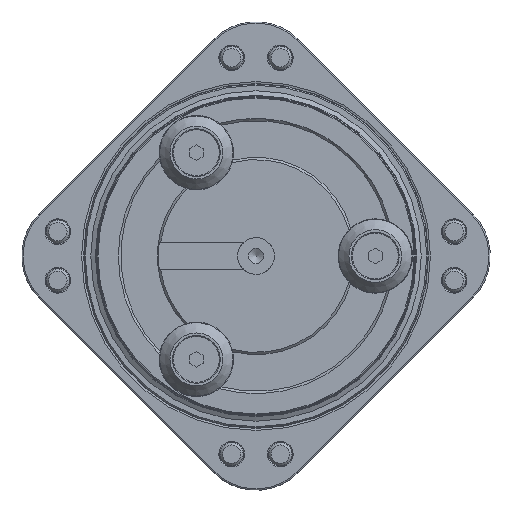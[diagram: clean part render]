
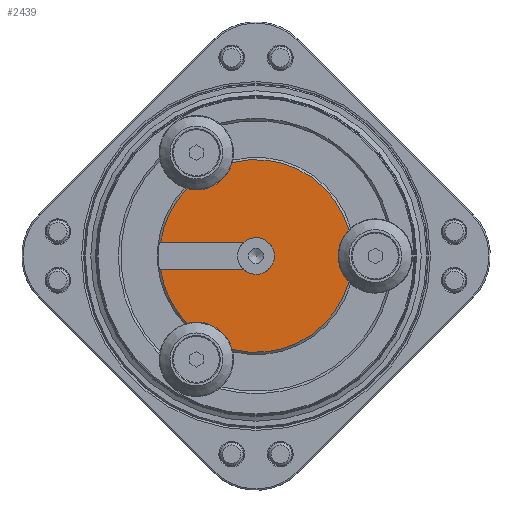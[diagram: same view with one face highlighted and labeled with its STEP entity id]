
A CAD part, front view. The second image highlights one B-rep face of the part: STEP entity #2439.
In plain terms, the highlighted planar face has unit normal (0, -1, 0).
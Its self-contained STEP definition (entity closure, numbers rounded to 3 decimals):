
#4 = EDGE_LOOP ( 'NONE', ( #11455, #14913, #5334, #12296, #13671, #14385, #1397, #3734, #13174, #7661 ) ) ;
#117 = CARTESIAN_POINT ( 'NONE',  ( -21.29, -45.3, -3. ) ) ;
#329 = AXIS2_PLACEMENT_3D ( 'NONE', #7289, #4646, #15488 ) ;
#400 = VERTEX_POINT ( 'NONE', #13224 ) ;
#608 = AXIS2_PLACEMENT_3D ( 'NONE', #6066, #3633, #11559 ) ;
#855 = CIRCLE ( 'NONE', #329, 4. ) ;
#857 = CIRCLE ( 'NONE', #10470, 8.1 ) ;
#999 = CIRCLE ( 'NONE', #2085, 8.1 ) ;
#1168 = EDGE_CURVE ( 'NONE', #10536, #3272, #999, .T. ) ;
#1309 = LINE ( 'NONE', #117, #10391 ) ;
#1397 = ORIENTED_EDGE ( 'NONE', *, *, #12311, .F. ) ;
#2032 = DIRECTION ( 'NONE',  ( 0.5, 0., -0.866 ) ) ;
#2085 = AXIS2_PLACEMENT_3D ( 'NONE', #6375, #15350, #16793 ) ;
#2211 = DIRECTION ( 'NONE',  ( 0., 1., 0. ) ) ;
#2232 = FACE_OUTER_BOUND ( 'NONE', #4, .T. ) ;
#2439 = ADVANCED_FACE ( 'NONE', ( #2232 ), #11531, .F. ) ;
#2586 = DIRECTION ( 'NONE',  ( 0., 0., 1. ) ) ;
#3272 = VERTEX_POINT ( 'NONE', #14692 ) ;
#3413 = CARTESIAN_POINT ( 'NONE',  ( 0., -45.3, 0. ) ) ;
#3485 = EDGE_CURVE ( 'NONE', #11679, #400, #10758, .T. ) ;
#3500 = DIRECTION ( 'NONE',  ( 0., 0., 1. ) ) ;
#3633 = DIRECTION ( 'NONE',  ( 0., 1., 0. ) ) ;
#3685 = DIRECTION ( 'NONE',  ( 0., 0., 1. ) ) ;
#3701 = DIRECTION ( 'NONE',  ( 0., 1., 0. ) ) ;
#3734 = ORIENTED_EDGE ( 'NONE', *, *, #3485, .T. ) ;
#3820 = LINE ( 'NONE', #7459, #16591 ) ;
#4646 = DIRECTION ( 'NONE',  ( 0., -1., 0. ) ) ;
#4797 = CARTESIAN_POINT ( 'NONE',  ( -13., -45.3, 22.517 ) ) ;
#5129 = VERTEX_POINT ( 'NONE', #14815 ) ;
#5279 = EDGE_CURVE ( 'NONE', #11685, #7845, #3820, .T. ) ;
#5334 = ORIENTED_EDGE ( 'NONE', *, *, #14929, .F. ) ;
#5337 = DIRECTION ( 'NONE',  ( 0., 1., 0. ) ) ;
#6066 = CARTESIAN_POINT ( 'NONE',  ( 26., -45.3, 0. ) ) ;
#6202 = EDGE_CURVE ( 'NONE', #15599, #5129, #857, .T. ) ;
#6375 = CARTESIAN_POINT ( 'NONE',  ( -13., -45.3, -22.517 ) ) ;
#7126 = CARTESIAN_POINT ( 'NONE',  ( -2.646, -45.3, 3. ) ) ;
#7193 = VERTEX_POINT ( 'NONE', #12908 ) ;
#7289 = CARTESIAN_POINT ( 'NONE',  ( 0., -45.3, 0. ) ) ;
#7320 = AXIS2_PLACEMENT_3D ( 'NONE', #10318, #9121, #3685 ) ;
#7459 = CARTESIAN_POINT ( 'NONE',  ( -21.29, -45.3, 3. ) ) ;
#7661 = ORIENTED_EDGE ( 'NONE', *, *, #6202, .T. ) ;
#7839 = DIRECTION ( 'NONE',  ( 1., 0., 0. ) ) ;
#7845 = VERTEX_POINT ( 'NONE', #7926 ) ;
#7926 = CARTESIAN_POINT ( 'NONE',  ( -20.785, -45.3, 3. ) ) ;
#7994 = CIRCLE ( 'NONE', #8823, 21. ) ;
#8174 = DIRECTION ( 'NONE',  ( 0., 0., 1. ) ) ;
#8222 = EDGE_CURVE ( 'NONE', #15599, #400, #8643, .T. ) ;
#8324 = CARTESIAN_POINT ( 'NONE',  ( 0., -45.3, 0. ) ) ;
#8584 = EDGE_CURVE ( 'NONE', #10536, #7193, #15524, .T. ) ;
#8627 = AXIS2_PLACEMENT_3D ( 'NONE', #12931, #3701, #2586 ) ;
#8643 = CIRCLE ( 'NONE', #12502, 21. ) ;
#8727 = CARTESIAN_POINT ( 'NONE',  ( -2.646, -45.3, -3. ) ) ;
#8751 = DIRECTION ( 'NONE',  ( 0., 1., 0. ) ) ;
#8823 = AXIS2_PLACEMENT_3D ( 'NONE', #3413, #2211, #3500 ) ;
#9121 = DIRECTION ( 'NONE',  ( 0., 1., 0. ) ) ;
#9203 = CARTESIAN_POINT ( 'NONE',  ( 0., -45.3, 0. ) ) ;
#10318 = CARTESIAN_POINT ( 'NONE',  ( 0., -45.3, 0. ) ) ;
#10391 = VECTOR ( 'NONE', #7839, 1000. ) ;
#10470 = AXIS2_PLACEMENT_3D ( 'NONE', #4797, #8751, #2032 ) ;
#10536 = VERTEX_POINT ( 'NONE', #11199 ) ;
#10758 = CIRCLE ( 'NONE', #608, 8.1 ) ;
#10823 = CARTESIAN_POINT ( 'NONE',  ( 20.219, -45.3, -5.674 ) ) ;
#11199 = CARTESIAN_POINT ( 'NONE',  ( -15.023, -45.3, -14.673 ) ) ;
#11455 = ORIENTED_EDGE ( 'NONE', *, *, #14924, .F. ) ;
#11531 = PLANE ( 'NONE',  #7320 ) ;
#11559 = DIRECTION ( 'NONE',  ( -1., 0., 0. ) ) ;
#11656 = CIRCLE ( 'NONE', #8627, 21. ) ;
#11679 = VERTEX_POINT ( 'NONE', #10823 ) ;
#11685 = VERTEX_POINT ( 'NONE', #7126 ) ;
#12282 = DIRECTION ( 'NONE',  ( 0., 0., 1. ) ) ;
#12296 = ORIENTED_EDGE ( 'NONE', *, *, #13267, .F. ) ;
#12311 = EDGE_CURVE ( 'NONE', #11679, #3272, #11656, .T. ) ;
#12502 = AXIS2_PLACEMENT_3D ( 'NONE', #9203, #5337, #8174 ) ;
#12908 = CARTESIAN_POINT ( 'NONE',  ( -20.785, -45.3, -3. ) ) ;
#12931 = CARTESIAN_POINT ( 'NONE',  ( 0., -45.3, 0. ) ) ;
#13174 = ORIENTED_EDGE ( 'NONE', *, *, #8222, .F. ) ;
#13224 = CARTESIAN_POINT ( 'NONE',  ( 20.219, -45.3, 5.674 ) ) ;
#13267 = EDGE_CURVE ( 'NONE', #7193, #14320, #1309, .T. ) ;
#13561 = DIRECTION ( 'NONE',  ( 0., 1., 0. ) ) ;
#13671 = ORIENTED_EDGE ( 'NONE', *, *, #8584, .F. ) ;
#14165 = AXIS2_PLACEMENT_3D ( 'NONE', #8324, #13561, #12282 ) ;
#14320 = VERTEX_POINT ( 'NONE', #8727 ) ;
#14385 = ORIENTED_EDGE ( 'NONE', *, *, #1168, .T. ) ;
#14692 = CARTESIAN_POINT ( 'NONE',  ( -5.196, -45.3, -20.347 ) ) ;
#14815 = CARTESIAN_POINT ( 'NONE',  ( -15.023, -45.3, 14.673 ) ) ;
#14913 = ORIENTED_EDGE ( 'NONE', *, *, #5279, .F. ) ;
#14924 = EDGE_CURVE ( 'NONE', #7845, #5129, #7994, .T. ) ;
#14929 = EDGE_CURVE ( 'NONE', #14320, #11685, #855, .T. ) ;
#15311 = DIRECTION ( 'NONE',  ( -1., 0., 0. ) ) ;
#15350 = DIRECTION ( 'NONE',  ( 0., 1., 0. ) ) ;
#15488 = DIRECTION ( 'NONE',  ( 0., 0., -1. ) ) ;
#15524 = CIRCLE ( 'NONE', #14165, 21. ) ;
#15599 = VERTEX_POINT ( 'NONE', #15865 ) ;
#15865 = CARTESIAN_POINT ( 'NONE',  ( -5.196, -45.3, 20.347 ) ) ;
#16591 = VECTOR ( 'NONE', #15311, 1000. ) ;
#16793 = DIRECTION ( 'NONE',  ( 0.5, 0., 0.866 ) ) ;
